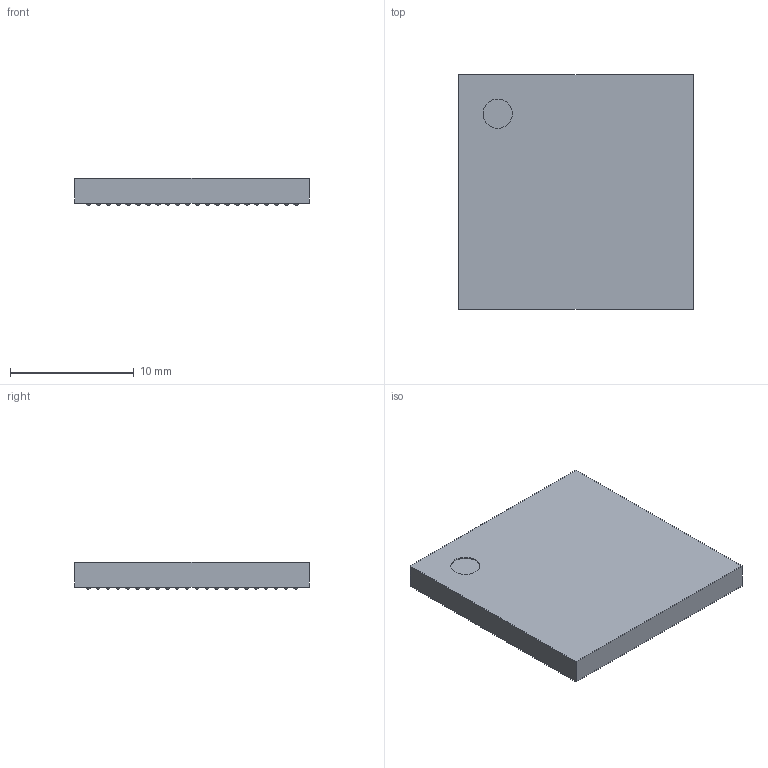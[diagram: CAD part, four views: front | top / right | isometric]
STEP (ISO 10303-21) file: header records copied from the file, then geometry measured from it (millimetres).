
FILE_DESCRIPTION(('Open CASCADE Model'),'2;1');
FILE_NAME('Open CASCADE Shape Model','2021-06-15T14:35:12',('Author'),( 'Open CASCADE'),'Open CASCADE STEP processor 6.8','Open CASCADE 6.8' ,'Unknown');
FILE_SCHEMA(('AUTOMOTIVE_DESIGN { 1 0 10303 214 1 1 1 1 }'));
Length unit declared in the file: millimetre
Products named in the file (7): PCB; Designator1; 9158156464; Open_CASCADE_STEP_translator_6.8_2.1; Body; Open_CASCADE_STEP_translator_6.8_2.2.1; ball
Assembly tree (488 placements, depth 4):
  PCB
  Designator1
    9158156464
      Open_CASCADE_STEP_translator_6.8_2.1
      Body
        Open_CASCADE_STEP_translator_6.8_2.2.1
      ball  x484
Bounding box: 19 x 19 x 2.2 mm (x, y, z)
Volume: 753.2 mm3; surface area: 1259.3 mm2
Topology: 485 solids, 486 shells, 493 faces, 1468 edges, 979 vertices
Faces by surface type: sphere 484, plane 8, cylinder 1
Full cylindrical faces by diameter (mm): 2.375 x1
Entity records: 4239 total; most frequent: DIRECTION 1017, CARTESIAN_POINT 527, AXIS2_PLACEMENT_3D 502, PRODUCT_DEFINITION_SHAPE 495, CONTEXT_DEPENDENT_SHAPE_REPRESENTATION 488, ITEM_DEFINED_TRANSFORMATION 488, NEXT_ASSEMBLY_USAGE_OCCURRENCE 488, ORIENTED_EDGE 31
